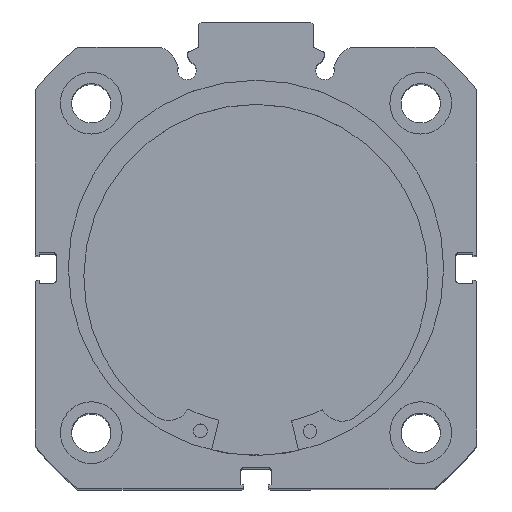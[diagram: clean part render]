
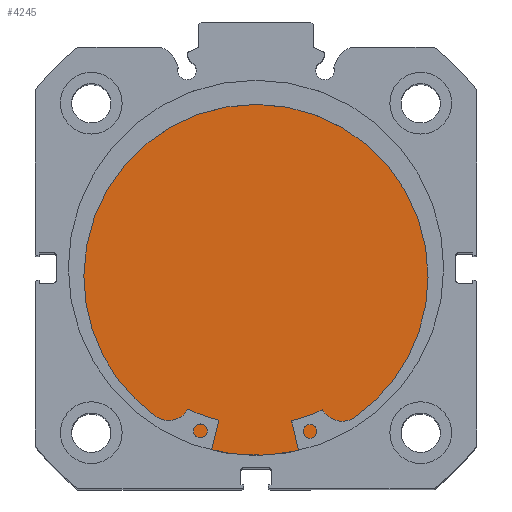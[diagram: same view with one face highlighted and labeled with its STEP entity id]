
A CAD part, top view. The second image highlights one B-rep face of the part: STEP entity #4245.
In plain terms, the highlighted face is planar.
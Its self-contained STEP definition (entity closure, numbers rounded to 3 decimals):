
#22 = ORIENTED_EDGE ( 'NONE', *, *, #1161, .F. ) ;
#23 = ORIENTED_EDGE ( 'NONE', *, *, #608, .F. ) ;
#608 = EDGE_CURVE ( 'NONE', #4101, #4077, #4610, .T. ) ;
#1161 = EDGE_CURVE ( 'NONE', #4077, #4101, #5153, .T. ) ;
#1285 = AXIS2_PLACEMENT_3D ( 'NONE', #3994, #3726, #4142 ) ;
#1459 = AXIS2_PLACEMENT_3D ( 'NONE', #5765, #5767, #5768 ) ;
#1572 = AXIS2_PLACEMENT_3D ( 'NONE', #6612, #6615, #6616 ) ;
#3726 = DIRECTION ( 'NONE',  ( -1., 0., 0. ) ) ;
#3994 = CARTESIAN_POINT ( 'NONE',  ( 12., 0., 0. ) ) ;
#4077 = VERTEX_POINT ( 'NONE', #6346 ) ;
#4101 = VERTEX_POINT ( 'NONE', #6364 ) ;
#4142 = DIRECTION ( 'NONE',  ( 0., 0., 1. ) ) ;
#4245 = ADVANCED_FACE ( 'NONE', ( #5438 ), #6613, .F. ) ;
#4463 = EDGE_LOOP ( 'NONE', ( #23, #22 ) ) ;
#4610 = CIRCLE ( 'NONE', #1285, 41. ) ;
#5153 = CIRCLE ( 'NONE', #1459, 41. ) ;
#5438 = FACE_OUTER_BOUND ( 'NONE', #4463, .T. ) ;
#5765 = CARTESIAN_POINT ( 'NONE',  ( 12., 0., 0. ) ) ;
#5767 = DIRECTION ( 'NONE',  ( -1., 0., 0. ) ) ;
#5768 = DIRECTION ( 'NONE',  ( 0., 0., 1. ) ) ;
#6346 = CARTESIAN_POINT ( 'NONE',  ( 12., 0., -41. ) ) ;
#6364 = CARTESIAN_POINT ( 'NONE',  ( 12., 0., 41. ) ) ;
#6612 = CARTESIAN_POINT ( 'NONE',  ( 12., 41., 0. ) ) ;
#6613 = PLANE ( 'NONE',  #1572 ) ;
#6615 = DIRECTION ( 'NONE',  ( -1., 0., 0. ) ) ;
#6616 = DIRECTION ( 'NONE',  ( 0., 0., 1. ) ) ;
